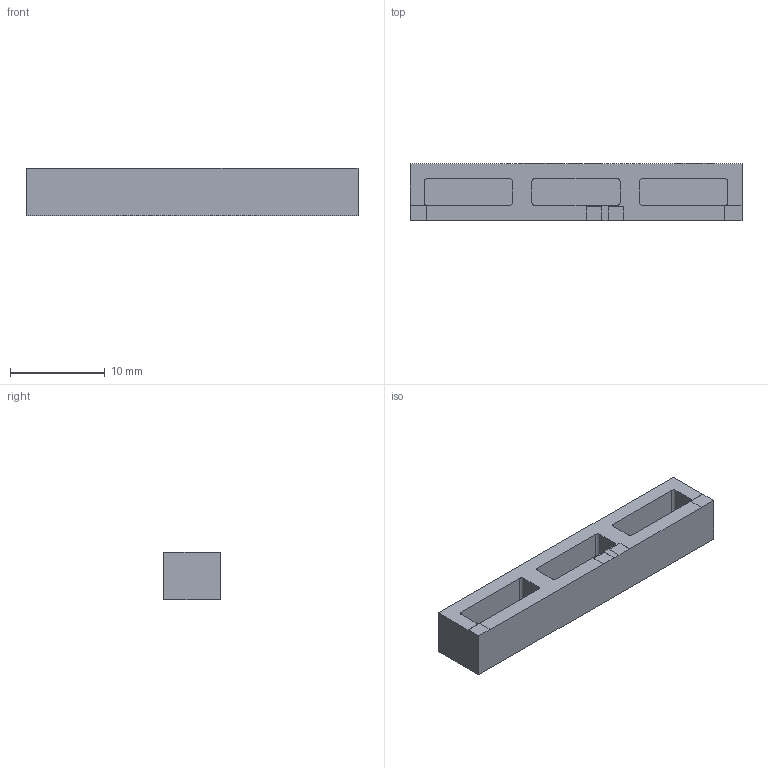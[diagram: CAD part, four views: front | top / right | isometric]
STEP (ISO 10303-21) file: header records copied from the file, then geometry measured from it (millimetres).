
FILE_DESCRIPTION (( 'STEP AP214' ), '1' );
FILE_NAME ('PA.25A.STEP', '2018-08-16T00:58:43', ( '' ), ( '' ), 'SwSTEP 2.0', 'SolidWorks 2017', '' );
FILE_SCHEMA (( 'AUTOMOTIVE_DESIGN' ));
Length unit declared in the file: millimetre
Products named in the file (1): PA.25A
Bounding box: 35 x 6.02 x 5.01 mm (x, y, z)
Volume: 816.6 mm3; surface area: 1044.7 mm2
Topology: 1 solids, 1 shells, 178 faces, 483 edges, 321 vertices
Faces by surface type: plane 132, bspline 34, cylinder 12
Entity records: 8959 total; most frequent: CARTESIAN_POINT 2681, ORIENTED_EDGE 966, DIRECTION 729, EDGE_CURVE 483, VECTOR 391, LINE 391, VERTEX_POINT 321, EDGE_LOOP 192
